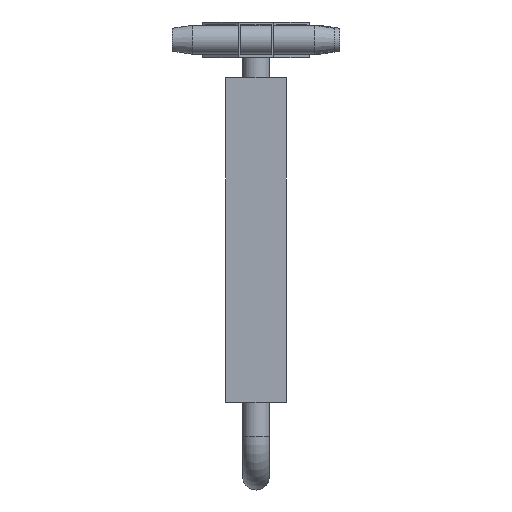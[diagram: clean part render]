
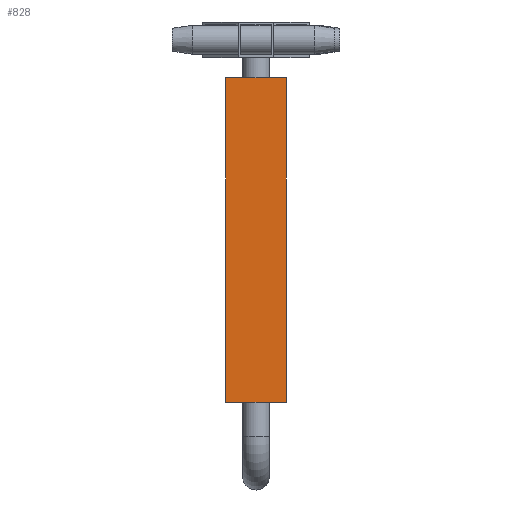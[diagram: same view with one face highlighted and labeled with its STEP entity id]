
A CAD part, front view. The second image highlights one B-rep face of the part: STEP entity #828.
In plain terms, the highlighted planar face has unit normal (0, -1, 0).
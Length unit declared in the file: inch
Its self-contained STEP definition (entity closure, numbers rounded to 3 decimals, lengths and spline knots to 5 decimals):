
#185=FACE_OUTER_BOUND('',#262,.T.);
#262=EDGE_LOOP('',(#676,#677,#678,#679));
#336=LINE('',#1360,#396);
#337=LINE('',#1362,#397);
#338=LINE('',#1364,#398);
#339=LINE('',#1365,#399);
#396=VECTOR('',#1112,16.);
#397=VECTOR('',#1113,3.);
#398=VECTOR('',#1114,16.);
#399=VECTOR('',#1115,3.);
#464=VERTEX_POINT('',#1358);
#465=VERTEX_POINT('',#1359);
#466=VERTEX_POINT('',#1361);
#467=VERTEX_POINT('',#1363);
#544=EDGE_CURVE('',#464,#465,#336,.T.);
#545=EDGE_CURVE('',#465,#466,#337,.T.);
#546=EDGE_CURVE('',#466,#467,#338,.T.);
#547=EDGE_CURVE('',#467,#464,#339,.T.);
#676=ORIENTED_EDGE('',*,*,#544,.T.);
#677=ORIENTED_EDGE('',*,*,#545,.T.);
#678=ORIENTED_EDGE('',*,*,#546,.T.);
#679=ORIENTED_EDGE('',*,*,#547,.T.);
#790=PLANE('',#953);
#828=ADVANCED_FACE('',(#185),#790,.F.);
#953=AXIS2_PLACEMENT_3D('',#1357,#1110,#1111);
#1110=DIRECTION('center_axis',(0.,1.,0.));
#1111=DIRECTION('ref_axis',(1.,0.,0.));
#1112=DIRECTION('',(-1.,0.,0.));
#1113=DIRECTION('',(0.,0.,-1.));
#1114=DIRECTION('',(1.,0.,0.));
#1115=DIRECTION('',(0.,0.,1.));
#1357=CARTESIAN_POINT('Origin',(0.,0.,0.));
#1358=CARTESIAN_POINT('',(16.,0.,0.));
#1359=CARTESIAN_POINT('',(0.,0.,0.));
#1360=CARTESIAN_POINT('',(16.,0.,0.));
#1361=CARTESIAN_POINT('',(0.,0.,-3.));
#1362=CARTESIAN_POINT('',(0.,0.,0.));
#1363=CARTESIAN_POINT('',(16.,0.,-3.));
#1364=CARTESIAN_POINT('',(0.,0.,-3.));
#1365=CARTESIAN_POINT('',(16.,0.,-3.));
